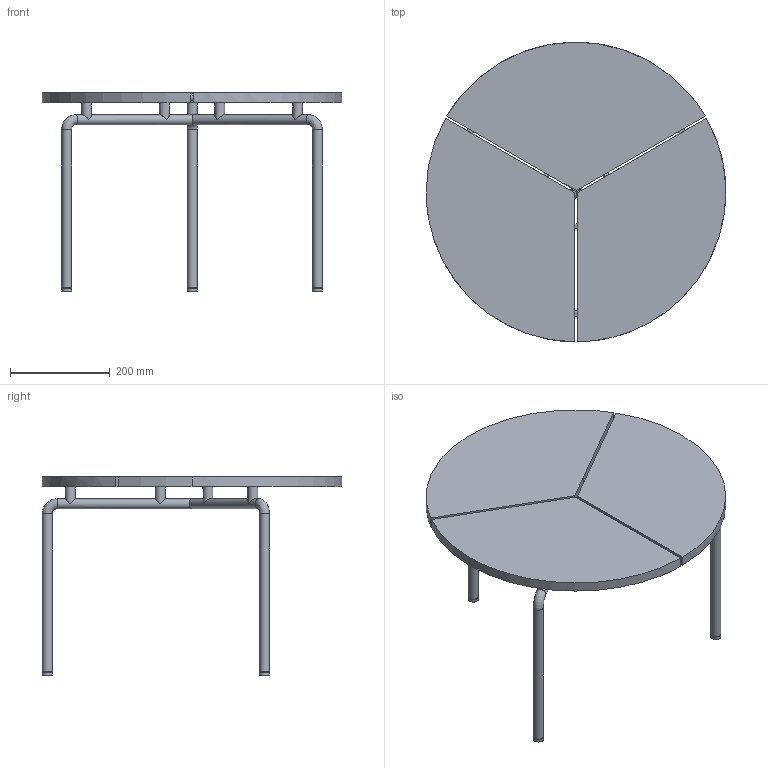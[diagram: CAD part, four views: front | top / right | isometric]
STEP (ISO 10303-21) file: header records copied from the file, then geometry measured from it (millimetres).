
FILE_DESCRIPTION(/* description */ (''),/* implementation_level */ '2;1');
FILE_NAME(/* name */ 'Circular_CB-37-60_3D',/* time_stamp */ '2023-10-06T13:17:58+02:00',/* author */ (''),/* organization */ (''),/* preprocessor_version */ 'ST-DEVELOPER v16.5',/* originating_system */ 'Rhino 7.31',/* authorisation */ '');
FILE_SCHEMA (('AUTOMOTIVE_DESIGN'));
Length unit declared in the file: centimetre
Products named in the file (2): Document; Circular_CB-37-60
Assembly tree (1 placements, depth 2):
  Document
    Circular_CB-37-60
Bounding box: 599.94 x 599.99 x 397 mm (x, y, z)
Volume: 6202427.9 mm3; surface area: 830650.3 mm2
Topology: 9 solids, 9 shells, 83 faces, 168 edges, 113 vertices
Faces by surface type: cylinder 45, plane 35, bspline 3
Full cylindrical faces by diameter (mm): 10 x3, 12 x3, 20 x15
Entity records: 2961 total; most frequent: CARTESIAN_POINT 1594, ORIENTED_EDGE 336, EDGE_CURVE 168, VERTEX_POINT 113, EDGE_LOOP 97, DIRECTION 88, B_SPLINE_CURVE_WITH_KNOTS 87, AXIS2_PLACEMENT_3D 84
